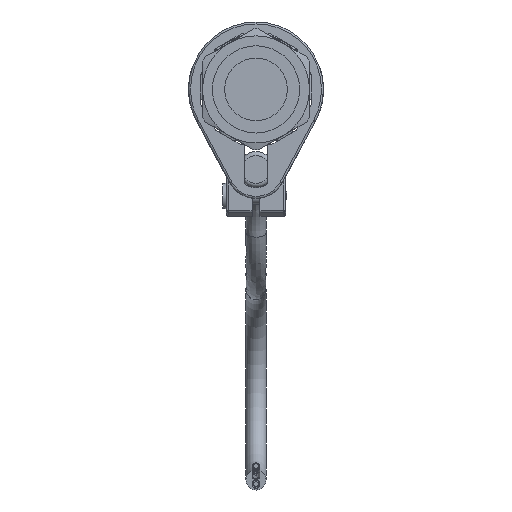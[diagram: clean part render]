
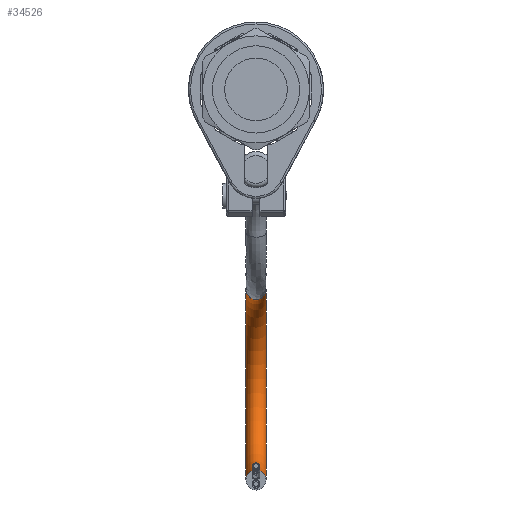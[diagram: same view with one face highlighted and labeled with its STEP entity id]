
A CAD part, left-side view. The second image highlights one B-rep face of the part: STEP entity #34526.
In plain terms, the highlighted toroidal (fillet/blend) face has major radius 24.07 mm and minor radius 2.55 mm.
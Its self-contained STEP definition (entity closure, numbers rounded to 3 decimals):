
#5429=TOROIDAL_SURFACE('',#36030,24.07,2.55);
#5461=ORIENTED_EDGE('',*,*,#12796,.T.);
#5462=ORIENTED_EDGE('',*,*,#12797,.F.);
#12796=EDGE_CURVE('',#16468,#16468,#18950,.T.);
#12797=EDGE_CURVE('',#16469,#16469,#18951,.T.);
#16468=VERTEX_POINT('',#43124);
#16469=VERTEX_POINT('',#43127);
#18950=CIRCLE('',#36029,2.55);
#18951=CIRCLE('',#36031,2.55);
#19432=EDGE_LOOP('',(#5461));
#19433=EDGE_LOOP('',(#5462));
#21274=FACE_BOUND('',#19432,.T.);
#21275=FACE_BOUND('',#19433,.T.);
#34526=ADVANCED_FACE('',(#21274,#21275),#5429,.T.);
#36029=AXIS2_PLACEMENT_3D('',#43123,#37802,#37803);
#36030=AXIS2_PLACEMENT_3D('',#43125,#37804,#37805);
#36031=AXIS2_PLACEMENT_3D('',#43126,#37806,#37807);
#37802=DIRECTION('',(0.997,0.,0.081));
#37803=DIRECTION('',(0.081,0.,-0.997));
#37804=DIRECTION('',(0.,1.,0.));
#37805=DIRECTION('',(0.,0.,1.));
#37806=DIRECTION('',(-1.,0.,0.));
#37807=DIRECTION('',(0.,0.,1.));
#43123=CARTESIAN_POINT('',(225.323,0.,-98.483));
#43124=CARTESIAN_POINT('',(225.528,0.,-101.025));
#43125=CARTESIAN_POINT('',(223.381,0.,-74.491));
#43126=CARTESIAN_POINT('',(223.381,0.,-50.421));
#43127=CARTESIAN_POINT('',(223.381,0.,-47.871));
